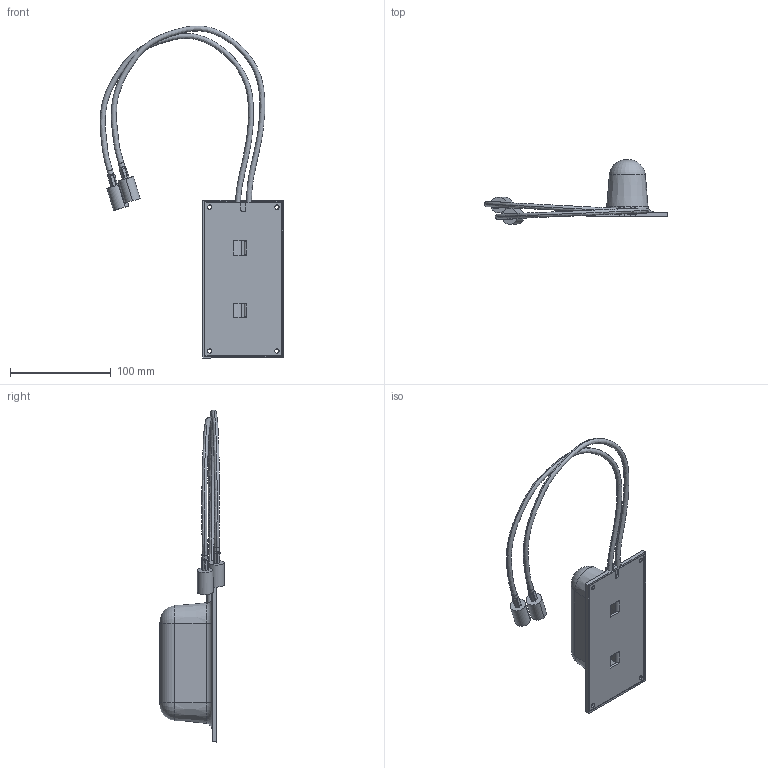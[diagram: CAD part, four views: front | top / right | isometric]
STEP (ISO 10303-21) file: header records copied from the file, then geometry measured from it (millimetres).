
FILE_DESCRIPTION (( 'STEP AP214' ), '1' );
FILE_NAME ('HG2405SD-135.STEP', '2011-06-13T14:38:00', ( 'x' ), ( 'Microsoft' ), 'SwSTEP 2.0', 'SolidWorks 2010', '' );
FILE_SCHEMA (( 'AUTOMOTIVE_DESIGN' ));
Length unit declared in the file: inch
Products named in the file (6): HEATSH-HEX_stepd_195White; HG2458-5P-135_195_12inch cable; CONNECTOR REPRESENTATION; XF1029-01; XF1032-01; HG2405SD-135
Assembly tree (8 placements, depth 2):
  HG2405SD-135
    HEATSH-HEX_stepd_195White  x2
    XF1029-01
    CONNECTOR REPRESENTATION  x2
    HG2458-5P-135_195_12inch cable  x2
    XF1032-01
Bounding box: 182.54 x 64.38 x 329.71 mm (x, y, z)
Volume: 95452.8 mm3; surface area: 91266.7 mm2
Topology: 8 solids, 8 shells, 252 faces, 636 edges, 396 vertices
Faces by surface type: plane 119, cylinder 105, sphere 12, torus 8, bspline 4, cone 4
Entity records: 9664 total; most frequent: CARTESIAN_POINT 2448, ORIENTED_EDGE 986, DIRECTION 963, EDGE_CURVE 493, AXIS2_PLACEMENT_3D 339, VERTEX_POINT 312, LINE 285, VECTOR 285
